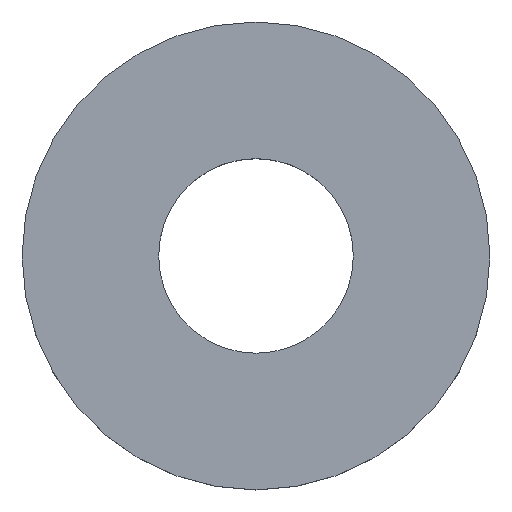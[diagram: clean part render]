
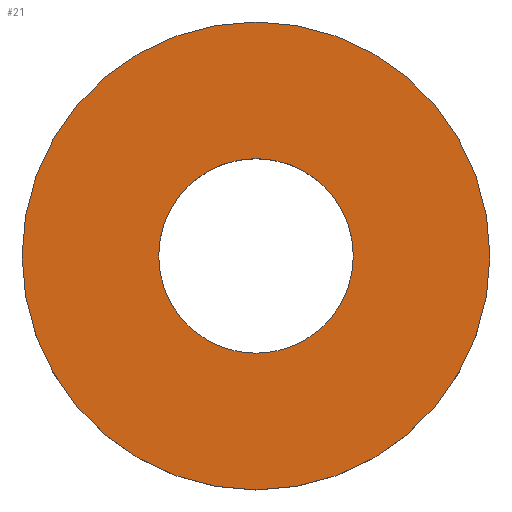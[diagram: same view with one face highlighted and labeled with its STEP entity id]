
A CAD part, top view. The second image highlights one B-rep face of the part: STEP entity #21.
In plain terms, the highlighted planar face has unit normal (0, 0, 1).
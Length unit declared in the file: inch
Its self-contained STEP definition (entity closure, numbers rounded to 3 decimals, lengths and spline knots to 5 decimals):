
#1 = CARTESIAN_POINT ( 'NONE',  ( 0.078, 0., 0.02525 ) ) ;
#3 = ORIENTED_EDGE ( 'NONE', *, *, #188, .F. ) ;
#5 = ORIENTED_EDGE ( 'NONE', *, *, #46, .F. ) ;
#12 = VERTEX_POINT ( 'NONE', #123 ) ;
#16 = CIRCLE ( 'NONE', #219, 0.078 ) ;
#19 = CARTESIAN_POINT ( 'NONE',  ( 0., 0., 0.02525 ) ) ;
#21 = ADVANCED_FACE ( 'NONE', ( #168, #160 ), #231, .T. ) ;
#40 = CIRCLE ( 'NONE', #214, 0.1875 ) ;
#44 = DIRECTION ( 'NONE',  ( 1., 0., 0. ) ) ;
#46 = EDGE_CURVE ( 'NONE', #12, #100, #16, .T. ) ;
#48 = ORIENTED_EDGE ( 'NONE', *, *, #235, .T. ) ;
#50 = CARTESIAN_POINT ( 'NONE',  ( 0., 0., 0.02525 ) ) ;
#52 = CIRCLE ( 'NONE', #185, 0.1875 ) ;
#54 = DIRECTION ( 'NONE',  ( 1., 0., 0. ) ) ;
#67 = CARTESIAN_POINT ( 'NONE',  ( -0.1875, 0., 0.02525 ) ) ;
#69 = DIRECTION ( 'NONE',  ( 0., 0., 1. ) ) ;
#89 = VERTEX_POINT ( 'NONE', #67 ) ;
#100 = VERTEX_POINT ( 'NONE', #1 ) ;
#110 = CARTESIAN_POINT ( 'NONE',  ( 0.1875, 0., 0.02525 ) ) ;
#123 = CARTESIAN_POINT ( 'NONE',  ( -0.078, 0., 0.02525 ) ) ;
#130 = CARTESIAN_POINT ( 'NONE',  ( 0., 0., 0.02525 ) ) ;
#132 = AXIS2_PLACEMENT_3D ( 'NONE', #158, #69, #44 ) ;
#133 = CIRCLE ( 'NONE', #230, 0.078 ) ;
#138 = DIRECTION ( 'NONE',  ( 0., 0., 1. ) ) ;
#142 = DIRECTION ( 'NONE',  ( 0., 0., 1. ) ) ;
#147 = DIRECTION ( 'NONE',  ( 1., 0., 0. ) ) ;
#148 = CARTESIAN_POINT ( 'NONE',  ( 0., 0., 0.02525 ) ) ;
#150 = VERTEX_POINT ( 'NONE', #110 ) ;
#158 = CARTESIAN_POINT ( 'NONE',  ( 0., 0., 0.02525 ) ) ;
#160 = FACE_BOUND ( 'NONE', #248, .T. ) ;
#163 = DIRECTION ( 'NONE',  ( 0., 0., 1. ) ) ;
#168 = FACE_OUTER_BOUND ( 'NONE', #194, .T. ) ;
#175 = DIRECTION ( 'NONE',  ( 1., 0., 0. ) ) ;
#181 = DIRECTION ( 'NONE',  ( 0., 0., 1. ) ) ;
#185 = AXIS2_PLACEMENT_3D ( 'NONE', #50, #142, #175 ) ;
#188 = EDGE_CURVE ( 'NONE', #100, #12, #133, .T. ) ;
#191 = DIRECTION ( 'NONE',  ( 1., 0., 0. ) ) ;
#192 = ORIENTED_EDGE ( 'NONE', *, *, #195, .T. ) ;
#194 = EDGE_LOOP ( 'NONE', ( #192, #48 ) ) ;
#195 = EDGE_CURVE ( 'NONE', #89, #150, #40, .T. ) ;
#214 = AXIS2_PLACEMENT_3D ( 'NONE', #148, #181, #54 ) ;
#219 = AXIS2_PLACEMENT_3D ( 'NONE', #19, #138, #191 ) ;
#230 = AXIS2_PLACEMENT_3D ( 'NONE', #130, #163, #147 ) ;
#231 = PLANE ( 'NONE',  #132 ) ;
#235 = EDGE_CURVE ( 'NONE', #150, #89, #52, .T. ) ;
#248 = EDGE_LOOP ( 'NONE', ( #5, #3 ) ) ;
